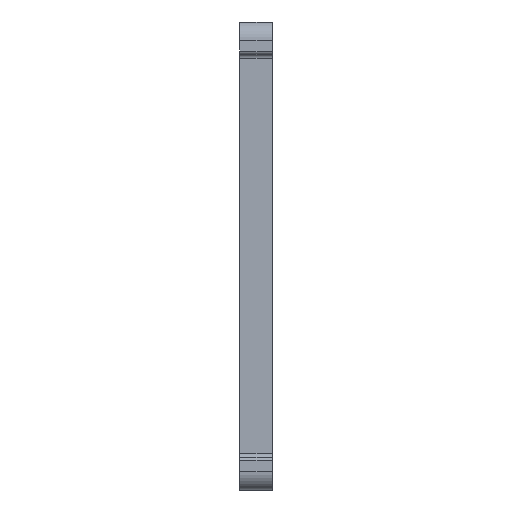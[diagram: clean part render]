
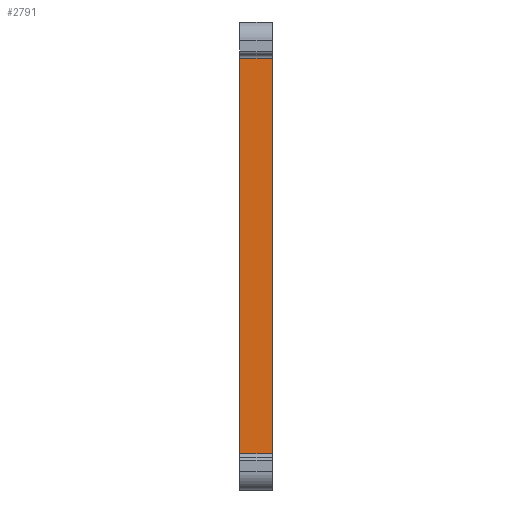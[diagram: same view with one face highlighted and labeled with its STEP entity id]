
A CAD part, left-side view. The second image highlights one B-rep face of the part: STEP entity #2791.
In plain terms, the highlighted planar face has unit normal (-1, 0, 0).
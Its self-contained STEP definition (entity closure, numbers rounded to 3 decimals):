
#39 = CARTESIAN_POINT ( 'NONE',  ( -138.5, 0., 54.5 ) ) ;
#175 = EDGE_CURVE ( 'NONE', #1169, #935, #3313, .T. ) ;
#344 = CARTESIAN_POINT ( 'NONE',  ( -138.5, 0., 55.5 ) ) ;
#386 = ORIENTED_EDGE ( 'NONE', *, *, #2373, .T. ) ;
#462 = CARTESIAN_POINT ( 'NONE',  ( -138.5, 9.001, 55.5 ) ) ;
#935 = VERTEX_POINT ( 'NONE', #3624 ) ;
#1064 = CARTESIAN_POINT ( 'NONE',  ( -138.5, 9., 55.5 ) ) ;
#1169 = VERTEX_POINT ( 'NONE', #4887 ) ;
#1366 = AXIS2_PLACEMENT_3D ( 'NONE', #462, #2598, #1834 ) ;
#1625 = VERTEX_POINT ( 'NONE', #4749 ) ;
#1834 = DIRECTION ( 'NONE',  ( 0., 0., 1. ) ) ;
#2236 = EDGE_CURVE ( 'NONE', #2745, #1625, #5192, .T. ) ;
#2373 = EDGE_CURVE ( 'NONE', #935, #1625, #3070, .T. ) ;
#2443 = VECTOR ( 'NONE', #4296, 1000. ) ;
#2598 = DIRECTION ( 'NONE',  ( -1., 0., 0. ) ) ;
#2745 = VERTEX_POINT ( 'NONE', #39 ) ;
#2791 = ADVANCED_FACE ( 'NONE', ( #5213 ), #3956, .T. ) ;
#3004 = EDGE_LOOP ( 'NONE', ( #3540, #386, #4512, #3842 ) ) ;
#3070 = LINE ( 'NONE', #3967, #3645 ) ;
#3313 = LINE ( 'NONE', #1064, #4216 ) ;
#3427 = EDGE_CURVE ( 'NONE', #2745, #1169, #4388, .T. ) ;
#3540 = ORIENTED_EDGE ( 'NONE', *, *, #175, .T. ) ;
#3551 = DIRECTION ( 'NONE',  ( 0., -1., 0. ) ) ;
#3624 = CARTESIAN_POINT ( 'NONE',  ( -138.5, 9., -54.5 ) ) ;
#3645 = VECTOR ( 'NONE', #3551, 1000. ) ;
#3842 = ORIENTED_EDGE ( 'NONE', *, *, #3427, .T. ) ;
#3956 = PLANE ( 'NONE',  #1366 ) ;
#3967 = CARTESIAN_POINT ( 'NONE',  ( -138.5, 0., -54.5 ) ) ;
#3968 = DIRECTION ( 'NONE',  ( 0., 1., 0. ) ) ;
#4016 = CARTESIAN_POINT ( 'NONE',  ( -138.5, 9., 54.5 ) ) ;
#4114 = DIRECTION ( 'NONE',  ( 0., 0., -1. ) ) ;
#4216 = VECTOR ( 'NONE', #4114, 1000. ) ;
#4296 = DIRECTION ( 'NONE',  ( 0., 0., -1. ) ) ;
#4388 = LINE ( 'NONE', #4016, #5575 ) ;
#4512 = ORIENTED_EDGE ( 'NONE', *, *, #2236, .F. ) ;
#4749 = CARTESIAN_POINT ( 'NONE',  ( -138.5, 0., -54.5 ) ) ;
#4887 = CARTESIAN_POINT ( 'NONE',  ( -138.5, 9., 54.5 ) ) ;
#5192 = LINE ( 'NONE', #344, #2443 ) ;
#5213 = FACE_OUTER_BOUND ( 'NONE', #3004, .T. ) ;
#5575 = VECTOR ( 'NONE', #3968, 1000. ) ;
